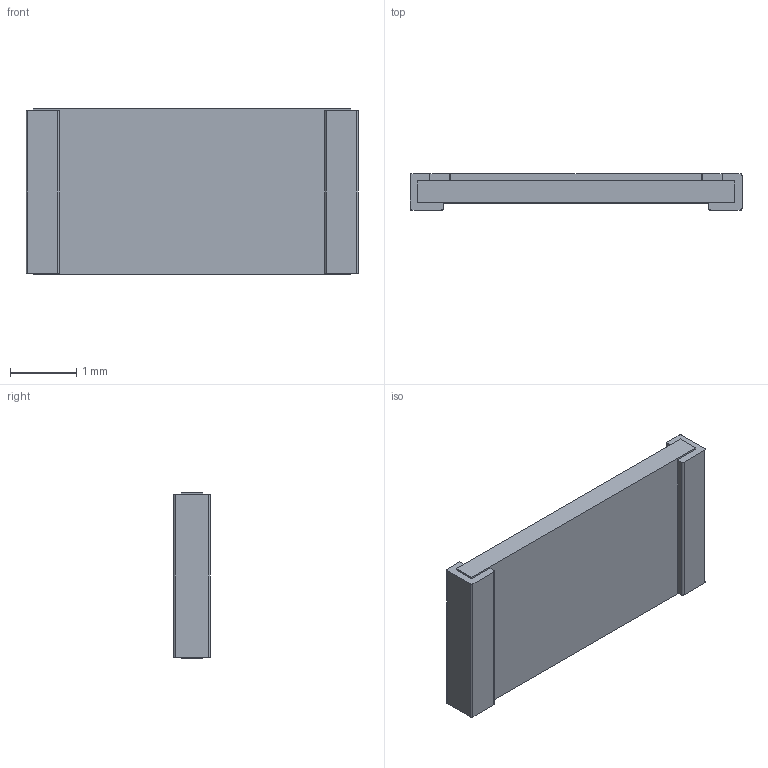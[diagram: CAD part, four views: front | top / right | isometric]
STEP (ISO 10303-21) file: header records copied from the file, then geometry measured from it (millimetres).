
FILE_DESCRIPTION((''),'2;1');
FILE_NAME('C-1-1879520-2','2015-05-08T',('workeradm'),('Tyco Electronics Ltd.'),'PRO/ENGINEER BY PARAMETRIC TECHNOLOGY CORPORATION, 2014090','PRO/ENGINEER BY PARAMETRIC TECHNOLOGY CORPORATION, 2014090','');
FILE_SCHEMA(('AUTOMOTIVE_DESIGN { 1 0 10303 214 1 1 1 1 }'));
Length unit declared in the file: millimetre
Products named in the file (1): C-1-1879520-2
Bounding box: 5 x 0.55 x 2.5 mm (x, y, z)
Volume: 5.6 mm3; surface area: 33.7 mm2
Topology: 1 solids, 1 shells, 41 faces, 114 edges, 76 vertices
Faces by surface type: plane 35, cylinder 6
Entity records: 1476 total; most frequent: CARTESIAN_POINT 233, ORIENTED_EDGE 228, DIRECTION 208, COLOUR_RGB 126, EDGE_CURVE 114, VECTOR 102, LINE 102, VERTEX_POINT 76
